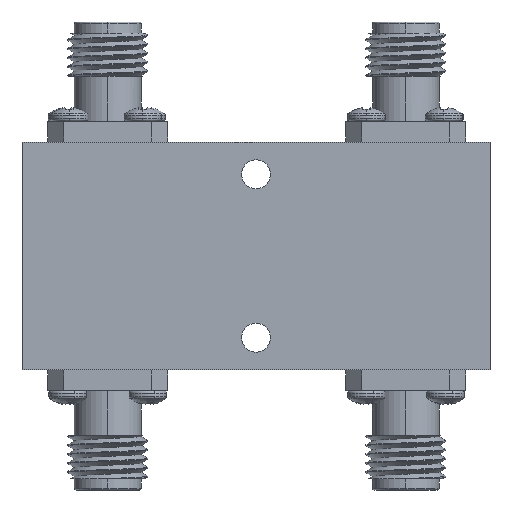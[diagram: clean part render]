
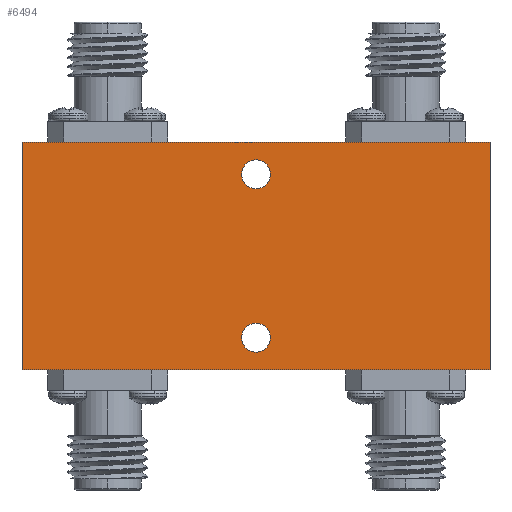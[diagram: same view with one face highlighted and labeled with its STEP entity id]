
A CAD part, front view. The second image highlights one B-rep face of the part: STEP entity #6494.
In plain terms, the highlighted planar face has unit normal (0, -1, 0).
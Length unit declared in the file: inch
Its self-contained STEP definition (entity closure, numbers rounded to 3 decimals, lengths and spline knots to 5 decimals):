
#306 = VECTOR ( 'NONE', #78160, 39.37008 ) ;
#1414 = FACE_OUTER_BOUND ( 'NONE', #34642, .T. ) ;
#1721 = EDGE_CURVE ( 'NONE', #45466, #7133, #56870, .T. ) ;
#1725 = DIRECTION ( 'NONE',  ( 0., 1., 0. ) ) ;
#2587 = VECTOR ( 'NONE', #83805, 39.37008 ) ;
#3958 = DIRECTION ( 'NONE',  ( 0., 0., 1. ) ) ;
#4092 = DIRECTION ( 'NONE',  ( 0., 1., 0. ) ) ;
#4654 = EDGE_CURVE ( 'NONE', #72417, #71219, #47205, .T. ) ;
#6135 = CARTESIAN_POINT ( 'NONE',  ( 1.46, 0., 0. ) ) ;
#6494 = ADVANCED_FACE ( 'NONE', ( #74499, #9650, #1414 ), #57464, .T. ) ;
#6849 = CARTESIAN_POINT ( 'NONE',  ( 0.73, 0., -0.145 ) ) ;
#7133 = VERTEX_POINT ( 'NONE', #34319 ) ;
#7816 = VECTOR ( 'NONE', #3958, 39.37008 ) ;
#9650 = FACE_BOUND ( 'NONE', #39331, .T. ) ;
#10798 = CARTESIAN_POINT ( 'NONE',  ( 0., 0., 0. ) ) ;
#13602 = AXIS2_PLACEMENT_3D ( 'NONE', #21212, #1725, #67890 ) ;
#17008 = LINE ( 'NONE', #10798, #7816 ) ;
#19865 = CARTESIAN_POINT ( 'NONE',  ( 0.73, 0., -0.1 ) ) ;
#20357 = LINE ( 'NONE', #6135, #62680 ) ;
#21212 = CARTESIAN_POINT ( 'NONE',  ( 0.73, 0., -0.61 ) ) ;
#23021 = CARTESIAN_POINT ( 'NONE',  ( 0.73, 0., -0.61 ) ) ;
#23558 = CARTESIAN_POINT ( 'NONE',  ( 0.73, 0., -0.055 ) ) ;
#23633 = EDGE_CURVE ( 'NONE', #7133, #37275, #17008, .T. ) ;
#24122 = CARTESIAN_POINT ( 'NONE',  ( 0.73, 0., -0.565 ) ) ;
#24148 = LINE ( 'NONE', #63603, #2587 ) ;
#24709 = DIRECTION ( 'NONE',  ( 0., -1., 0. ) ) ;
#25835 = VERTEX_POINT ( 'NONE', #74697 ) ;
#28535 = ORIENTED_EDGE ( 'NONE', *, *, #4654, .T. ) ;
#29090 = DIRECTION ( 'NONE',  ( 0., 0., 1. ) ) ;
#30532 = DIRECTION ( 'NONE',  ( 0., 0., 1. ) ) ;
#34319 = CARTESIAN_POINT ( 'NONE',  ( 0., 0., -0.71 ) ) ;
#34642 = EDGE_LOOP ( 'NONE', ( #39654, #51984, #61420, #46248 ) ) ;
#35440 = ORIENTED_EDGE ( 'NONE', *, *, #41412, .T. ) ;
#37275 = VERTEX_POINT ( 'NONE', #63414 ) ;
#38282 = DIRECTION ( 'NONE',  ( 0., 0., -1. ) ) ;
#39331 = EDGE_LOOP ( 'NONE', ( #61143, #28535 ) ) ;
#39654 = ORIENTED_EDGE ( 'NONE', *, *, #23633, .F. ) ;
#39693 = CIRCLE ( 'NONE', #70677, 0.045 ) ;
#41412 = EDGE_CURVE ( 'NONE', #81717, #76705, #39693, .T. ) ;
#42334 = CIRCLE ( 'NONE', #72636, 0.045 ) ;
#43543 = CIRCLE ( 'NONE', #13602, 0.045 ) ;
#45466 = VERTEX_POINT ( 'NONE', #73066 ) ;
#46203 = EDGE_CURVE ( 'NONE', #37275, #25835, #24148, .T. ) ;
#46248 = ORIENTED_EDGE ( 'NONE', *, *, #46203, .F. ) ;
#47205 = CIRCLE ( 'NONE', #60785, 0.045 ) ;
#51569 = AXIS2_PLACEMENT_3D ( 'NONE', #64159, #24709, #38282 ) ;
#51984 = ORIENTED_EDGE ( 'NONE', *, *, #1721, .F. ) ;
#52335 = DIRECTION ( 'NONE',  ( 0., 1., 0. ) ) ;
#56870 = LINE ( 'NONE', #84788, #306 ) ;
#57464 = PLANE ( 'NONE',  #51569 ) ;
#57574 = DIRECTION ( 'NONE',  ( 0., 0., -1. ) ) ;
#59288 = DIRECTION ( 'NONE',  ( 0., 1., 0. ) ) ;
#60283 = EDGE_CURVE ( 'NONE', #71219, #72417, #43543, .T. ) ;
#60785 = AXIS2_PLACEMENT_3D ( 'NONE', #23021, #4092, #30532 ) ;
#61143 = ORIENTED_EDGE ( 'NONE', *, *, #60283, .T. ) ;
#61420 = ORIENTED_EDGE ( 'NONE', *, *, #66401, .F. ) ;
#62680 = VECTOR ( 'NONE', #57574, 39.37008 ) ;
#63414 = CARTESIAN_POINT ( 'NONE',  ( 0., 0., 0. ) ) ;
#63603 = CARTESIAN_POINT ( 'NONE',  ( 0., 0., 0. ) ) ;
#64159 = CARTESIAN_POINT ( 'NONE',  ( 0., 0., 0. ) ) ;
#64676 = CARTESIAN_POINT ( 'NONE',  ( 0.73, 0., -0.655 ) ) ;
#64875 = EDGE_LOOP ( 'NONE', ( #77121, #35440 ) ) ;
#66401 = EDGE_CURVE ( 'NONE', #25835, #45466, #20357, .T. ) ;
#67890 = DIRECTION ( 'NONE',  ( 0., 0., 1. ) ) ;
#70677 = AXIS2_PLACEMENT_3D ( 'NONE', #73444, #59288, #29090 ) ;
#71219 = VERTEX_POINT ( 'NONE', #24122 ) ;
#71472 = DIRECTION ( 'NONE',  ( 0., 0., 1. ) ) ;
#72417 = VERTEX_POINT ( 'NONE', #64676 ) ;
#72636 = AXIS2_PLACEMENT_3D ( 'NONE', #19865, #52335, #71472 ) ;
#73066 = CARTESIAN_POINT ( 'NONE',  ( 1.46, 0., -0.71 ) ) ;
#73444 = CARTESIAN_POINT ( 'NONE',  ( 0.73, 0., -0.1 ) ) ;
#74499 = FACE_BOUND ( 'NONE', #64875, .T. ) ;
#74697 = CARTESIAN_POINT ( 'NONE',  ( 1.46, 0., 0. ) ) ;
#76705 = VERTEX_POINT ( 'NONE', #23558 ) ;
#77121 = ORIENTED_EDGE ( 'NONE', *, *, #81269, .T. ) ;
#78160 = DIRECTION ( 'NONE',  ( -1., 0., 0. ) ) ;
#81269 = EDGE_CURVE ( 'NONE', #76705, #81717, #42334, .T. ) ;
#81717 = VERTEX_POINT ( 'NONE', #6849 ) ;
#83805 = DIRECTION ( 'NONE',  ( 1., 0., 0. ) ) ;
#84788 = CARTESIAN_POINT ( 'NONE',  ( 0., 0., -0.71 ) ) ;
